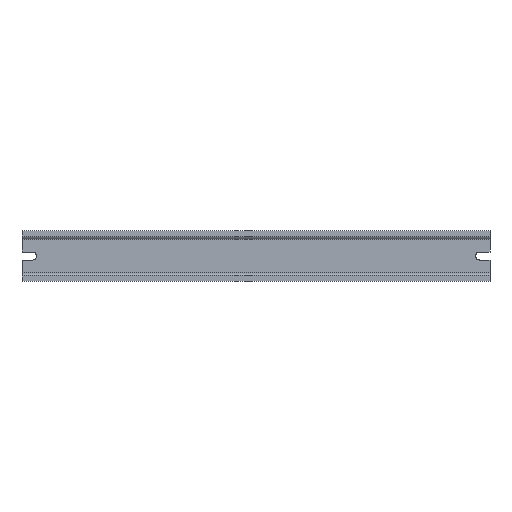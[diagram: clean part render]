
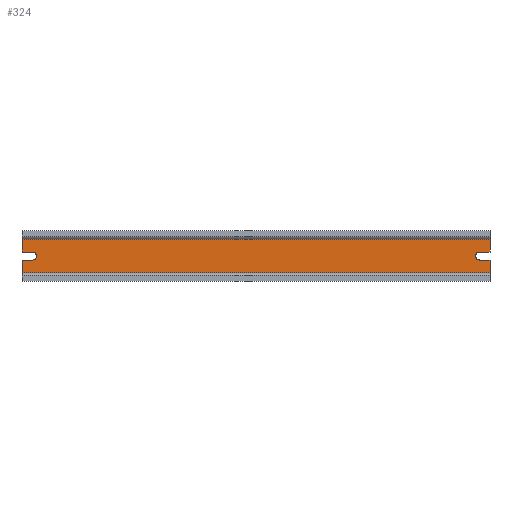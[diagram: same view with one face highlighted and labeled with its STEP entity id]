
A CAD part, top view. The second image highlights one B-rep face of the part: STEP entity #324.
In plain terms, the highlighted planar face has unit normal (0, 0, 1).
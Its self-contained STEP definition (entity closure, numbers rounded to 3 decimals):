
#219=AXIS2_PLACEMENT_3D('Circle Axis2P3D',#217,#218,$) ;
#240=AXIS2_PLACEMENT_3D('Plane Axis2P3D',#237,#238,#239) ;
#274=AXIS2_PLACEMENT_3D('Circle Axis2P3D',#272,#273,$) ;
#50=CARTESIAN_POINT('Vertex',(7.25,20.25,1.5)) ;
#53=CARTESIAN_POINT('Line Origine',(3.625,20.25,1.5)) ;
#57=CARTESIAN_POINT('Vertex',(0.,20.25,1.5)) ;
#217=CARTESIAN_POINT('Axis2P3D Location',(7.25,17.5,1.5)) ;
#221=CARTESIAN_POINT('Vertex',(7.25,14.75,1.5)) ;
#237=CARTESIAN_POINT('Axis2P3D Location',(0.,29.,1.5)) ;
#242=CARTESIAN_POINT('Line Origine',(0.,10.375,1.5)) ;
#246=CARTESIAN_POINT('Vertex',(0.,14.75,1.5)) ;
#248=CARTESIAN_POINT('Vertex',(0.,6.,1.5)) ;
#251=CARTESIAN_POINT('Line Origine',(162.,6.,1.5)) ;
#255=CARTESIAN_POINT('Vertex',(324.,6.,1.5)) ;
#258=CARTESIAN_POINT('Line Origine',(324.,10.375,1.5)) ;
#262=CARTESIAN_POINT('Vertex',(324.,14.75,1.5)) ;
#265=CARTESIAN_POINT('Line Origine',(320.375,14.75,1.5)) ;
#269=CARTESIAN_POINT('Vertex',(316.75,14.75,1.5)) ;
#272=CARTESIAN_POINT('Axis2P3D Location',(316.75,17.5,1.5)) ;
#276=CARTESIAN_POINT('Vertex',(316.75,20.25,1.5)) ;
#279=CARTESIAN_POINT('Line Origine',(320.375,20.25,1.5)) ;
#283=CARTESIAN_POINT('Vertex',(324.,20.25,1.5)) ;
#286=CARTESIAN_POINT('Line Origine',(324.,24.625,1.5)) ;
#290=CARTESIAN_POINT('Vertex',(324.,29.,1.5)) ;
#293=CARTESIAN_POINT('Line Origine',(162.,29.,1.5)) ;
#297=CARTESIAN_POINT('Vertex',(0.,29.,1.5)) ;
#300=CARTESIAN_POINT('Line Origine',(0.,24.625,1.5)) ;
#305=CARTESIAN_POINT('Line Origine',(3.625,14.75,1.5)) ;
#54=DIRECTION('Vector Direction',(-1.,0.,0.)) ;
#218=DIRECTION('Axis2P3D Direction',(0.,0.,1.)) ;
#238=DIRECTION('Axis2P3D Direction',(-0.,0.,1.)) ;
#239=DIRECTION('Axis2P3D XDirection',(0.,-1.,0.)) ;
#243=DIRECTION('Vector Direction',(0.,-1.,0.)) ;
#252=DIRECTION('Vector Direction',(1.,0.,0.)) ;
#259=DIRECTION('Vector Direction',(0.,-1.,0.)) ;
#266=DIRECTION('Vector Direction',(1.,0.,0.)) ;
#273=DIRECTION('Axis2P3D Direction',(-0.,0.,1.)) ;
#280=DIRECTION('Vector Direction',(1.,0.,0.)) ;
#287=DIRECTION('Vector Direction',(0.,-1.,0.)) ;
#294=DIRECTION('Vector Direction',(1.,0.,0.)) ;
#301=DIRECTION('Vector Direction',(0.,-1.,0.)) ;
#306=DIRECTION('Vector Direction',(-1.,0.,0.)) ;
#55=VECTOR('Line Direction',#54,1.) ;
#244=VECTOR('Line Direction',#243,1.) ;
#253=VECTOR('Line Direction',#252,1.) ;
#260=VECTOR('Line Direction',#259,1.) ;
#267=VECTOR('Line Direction',#266,1.) ;
#281=VECTOR('Line Direction',#280,1.) ;
#288=VECTOR('Line Direction',#287,1.) ;
#295=VECTOR('Line Direction',#294,1.) ;
#302=VECTOR('Line Direction',#301,1.) ;
#307=VECTOR('Line Direction',#306,1.) ;
#311=ORIENTED_EDGE('',*,*,#250,.T.) ;
#312=ORIENTED_EDGE('',*,*,#257,.T.) ;
#313=ORIENTED_EDGE('',*,*,#264,.F.) ;
#314=ORIENTED_EDGE('',*,*,#271,.F.) ;
#315=ORIENTED_EDGE('',*,*,#278,.F.) ;
#316=ORIENTED_EDGE('',*,*,#285,.T.) ;
#317=ORIENTED_EDGE('',*,*,#292,.F.) ;
#318=ORIENTED_EDGE('',*,*,#299,.F.) ;
#319=ORIENTED_EDGE('',*,*,#304,.T.) ;
#320=ORIENTED_EDGE('',*,*,#59,.F.) ;
#321=ORIENTED_EDGE('',*,*,#223,.F.) ;
#322=ORIENTED_EDGE('',*,*,#309,.T.) ;
#324=ADVANCED_FACE('Rail',(#323),#241,.T.) ;
#220=CIRCLE('generated circle',#219,2.75) ;
#275=CIRCLE('generated circle',#274,2.75) ;
#59=EDGE_CURVE('',#51,#58,#56,.T.) ;
#223=EDGE_CURVE('',#222,#51,#220,.T.) ;
#250=EDGE_CURVE('',#247,#249,#245,.T.) ;
#257=EDGE_CURVE('',#249,#256,#254,.T.) ;
#264=EDGE_CURVE('',#263,#256,#261,.T.) ;
#271=EDGE_CURVE('',#270,#263,#268,.T.) ;
#278=EDGE_CURVE('',#277,#270,#275,.T.) ;
#285=EDGE_CURVE('',#277,#284,#282,.T.) ;
#292=EDGE_CURVE('',#291,#284,#289,.T.) ;
#299=EDGE_CURVE('',#298,#291,#296,.T.) ;
#304=EDGE_CURVE('',#298,#58,#303,.T.) ;
#309=EDGE_CURVE('',#222,#247,#308,.T.) ;
#310=EDGE_LOOP('',(#311,#312,#313,#314,#315,#316,#317,#318,#319,#320,#321,#322)) ;
#323=FACE_OUTER_BOUND('',#310,.T.) ;
#56=LINE('Line',#53,#55) ;
#245=LINE('Line',#242,#244) ;
#254=LINE('Line',#251,#253) ;
#261=LINE('Line',#258,#260) ;
#268=LINE('Line',#265,#267) ;
#282=LINE('Line',#279,#281) ;
#289=LINE('Line',#286,#288) ;
#296=LINE('Line',#293,#295) ;
#303=LINE('Line',#300,#302) ;
#308=LINE('Line',#305,#307) ;
#241=PLANE('',#240) ;
#51=VERTEX_POINT('',#50) ;
#58=VERTEX_POINT('',#57) ;
#222=VERTEX_POINT('',#221) ;
#247=VERTEX_POINT('',#246) ;
#249=VERTEX_POINT('',#248) ;
#256=VERTEX_POINT('',#255) ;
#263=VERTEX_POINT('',#262) ;
#270=VERTEX_POINT('',#269) ;
#277=VERTEX_POINT('',#276) ;
#284=VERTEX_POINT('',#283) ;
#291=VERTEX_POINT('',#290) ;
#298=VERTEX_POINT('',#297) ;
